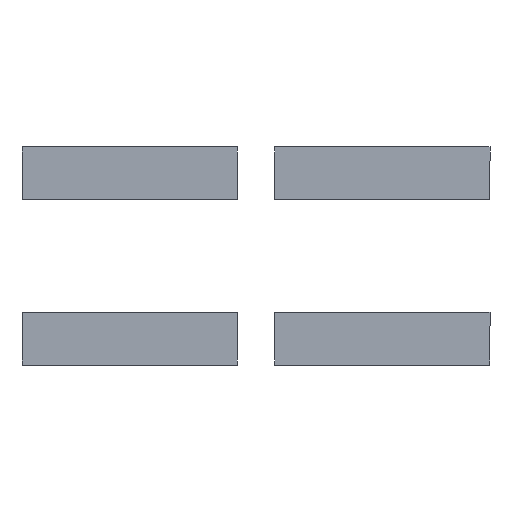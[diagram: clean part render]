
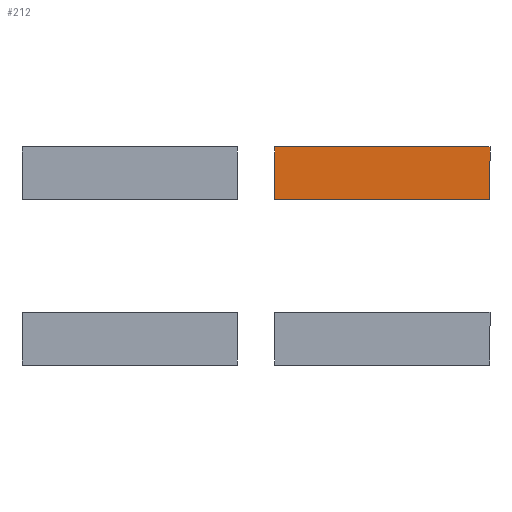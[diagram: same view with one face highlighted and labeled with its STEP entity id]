
A CAD part, front view. The second image highlights one B-rep face of the part: STEP entity #212.
In plain terms, the highlighted face is planar.
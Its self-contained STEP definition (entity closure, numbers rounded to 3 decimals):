
#46=FACE_OUTER_BOUND('',#56,.T.);
#56=EDGE_LOOP('',(#182,#183,#184,#185));
#59=LINE('',#321,#83);
#68=LINE('',#338,#92);
#79=LINE('',#360,#103);
#81=LINE('',#364,#105);
#83=VECTOR('',#263,10.);
#92=VECTOR('',#274,10.);
#103=VECTOR('',#295,10.);
#105=VECTOR('',#301,10.);
#107=VERTEX_POINT('',#318);
#108=VERTEX_POINT('',#320);
#115=VERTEX_POINT('',#336);
#121=VERTEX_POINT('',#358);
#123=EDGE_CURVE('',#107,#108,#59,.T.);
#132=EDGE_CURVE('',#107,#115,#68,.T.);
#143=EDGE_CURVE('',#121,#115,#79,.T.);
#145=EDGE_CURVE('',#108,#121,#81,.T.);
#182=ORIENTED_EDGE('',*,*,#123,.F.);
#183=ORIENTED_EDGE('',*,*,#132,.T.);
#184=ORIENTED_EDGE('',*,*,#143,.F.);
#185=ORIENTED_EDGE('',*,*,#145,.F.);
#202=PLANE('',#249);
#212=ADVANCED_FACE('',(#46),#202,.T.);
#249=AXIS2_PLACEMENT_3D('',#363,#299,#300);
#263=DIRECTION('',(0.,-1.,0.));
#274=DIRECTION('',(0.,0.,1.));
#295=DIRECTION('',(0.,1.,0.));
#299=DIRECTION('center_axis',(1.,0.,0.));
#300=DIRECTION('ref_axis',(0.,1.,0.));
#301=DIRECTION('',(0.,0.,1.));
#318=CARTESIAN_POINT('',(3.,175.5,0.5));
#320=CARTESIAN_POINT('',(3.,-175.5,0.5));
#321=CARTESIAN_POINT('',(3.,-87.75,0.5));
#336=CARTESIAN_POINT('',(3.,175.5,86.5));
#338=CARTESIAN_POINT('',(3.,175.5,0.));
#358=CARTESIAN_POINT('',(3.,-175.5,86.5));
#360=CARTESIAN_POINT('',(3.,-87.75,86.5));
#363=CARTESIAN_POINT('Origin',(3.,-175.5,0.));
#364=CARTESIAN_POINT('',(3.,-175.5,0.));
